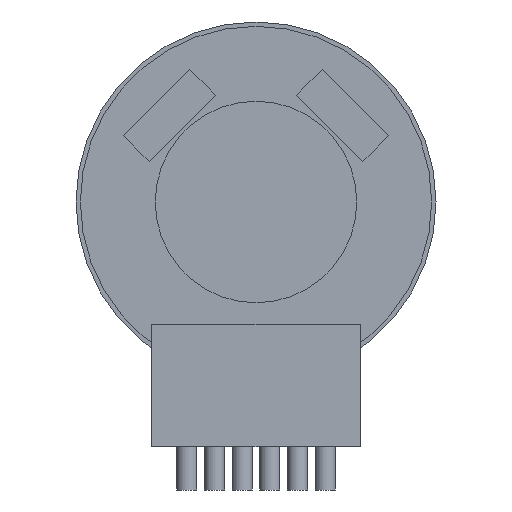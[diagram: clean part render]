
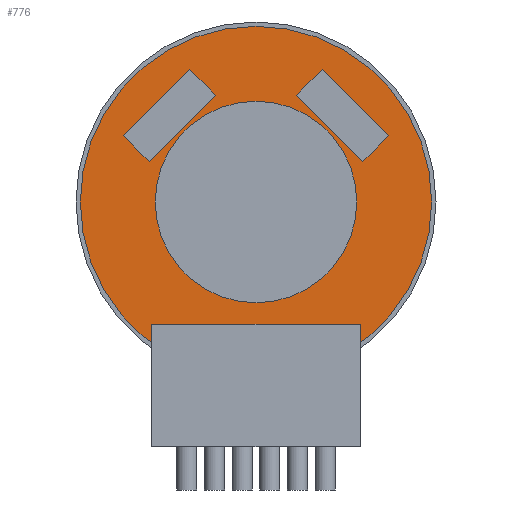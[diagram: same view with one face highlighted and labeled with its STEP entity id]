
A CAD part, front view. The second image highlights one B-rep face of the part: STEP entity #776.
In plain terms, the highlighted planar face has unit normal (0, -1, 0).
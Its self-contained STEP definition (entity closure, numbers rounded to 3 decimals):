
#37=PLANE('',#879);
#210=FACE_OUTER_BOUND('',#272,.T.);
#272=EDGE_LOOP('',(#535));
#336=CIRCLE('',#877,12.2);
#369=VERTEX_POINT('',#1229);
#433=EDGE_CURVE('',#369,#369,#336,.T.);
#535=ORIENTED_EDGE('',*,*,#433,.T.);
#776=ADVANCED_FACE('',(#210),#37,.T.);
#877=AXIS2_PLACEMENT_3D('',#1230,#986,#987);
#879=AXIS2_PLACEMENT_3D('',#1234,#991,#992);
#986=DIRECTION('center_axis',(0.,-1.,0.));
#987=DIRECTION('ref_axis',(1.,0.,0.));
#991=DIRECTION('center_axis',(0.,-1.,0.));
#992=DIRECTION('ref_axis',(0.,0.,-1.));
#1229=CARTESIAN_POINT('',(-12.2,-32.5,0.));
#1230=CARTESIAN_POINT('Origin',(0.,-32.5,0.));
#1234=CARTESIAN_POINT('Origin',(0.,-32.5,0.));
